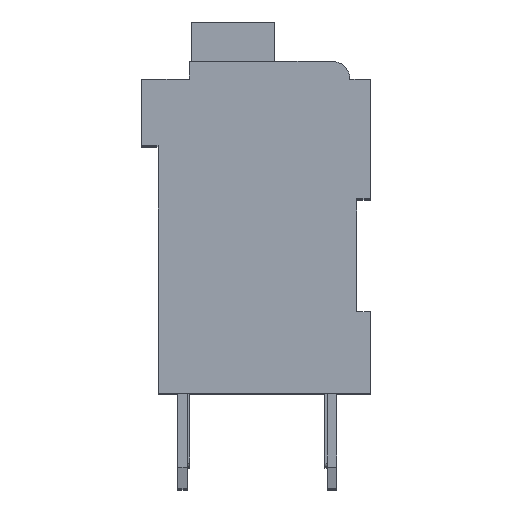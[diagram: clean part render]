
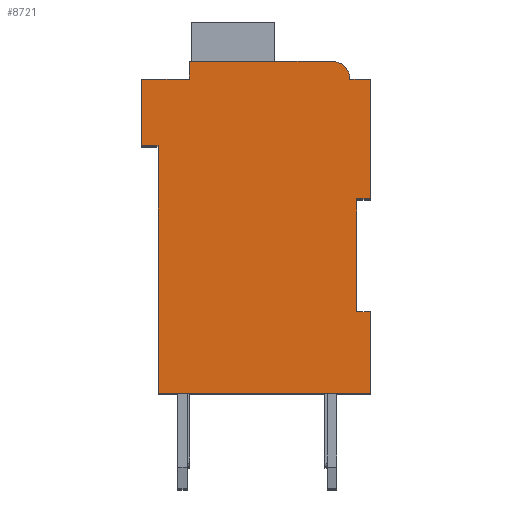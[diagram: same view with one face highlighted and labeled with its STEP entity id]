
A CAD part, top view. The second image highlights one B-rep face of the part: STEP entity #8721.
In plain terms, the highlighted planar face has unit normal (0, 0, 1).
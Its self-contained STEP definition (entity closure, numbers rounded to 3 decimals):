
#2238=DIRECTION('',(1.,0.,0.));
#2239=VECTOR('',#2238,0.5);
#2240=CARTESIAN_POINT('',(7.3,7.15,2.1));
#2241=LINE('',#2240,#2239);
#2242=DIRECTION('',(0.,1.,0.));
#2243=VECTOR('',#2242,4.15);
#2244=CARTESIAN_POINT('',(7.3,3.,2.1));
#2245=LINE('',#2244,#2243);
#2246=DIRECTION('',(-1.,0.,0.));
#2247=VECTOR('',#2246,0.5);
#2248=CARTESIAN_POINT('',(7.8,3.,2.1));
#2249=LINE('',#2248,#2247);
#2250=DIRECTION('',(0.,1.,0.));
#2251=VECTOR('',#2250,3.);
#2252=CARTESIAN_POINT('',(7.8,0.,2.1));
#2253=LINE('',#2252,#2251);
#2254=DIRECTION('',(1.,0.,0.));
#2255=VECTOR('',#2254,7.8);
#2256=CARTESIAN_POINT('',(0.,0.,2.1));
#2257=LINE('',#2256,#2255);
#2258=DIRECTION('',(0.,-1.,0.));
#2259=VECTOR('',#2258,9.1);
#2260=CARTESIAN_POINT('',(0.,9.1,2.1));
#2261=LINE('',#2260,#2259);
#2262=DIRECTION('',(1.,0.,0.));
#2263=VECTOR('',#2262,0.6);
#2264=CARTESIAN_POINT('',(-0.6,9.1,2.1));
#2265=LINE('',#2264,#2263);
#2266=DIRECTION('',(0.,-1.,0.));
#2267=VECTOR('',#2266,2.45);
#2268=CARTESIAN_POINT('',(-0.6,11.55,2.1));
#2269=LINE('',#2268,#2267);
#2270=DIRECTION('',(-1.,0.,0.));
#2271=VECTOR('',#2270,1.75);
#2272=CARTESIAN_POINT('',(1.15,11.55,2.1));
#2273=LINE('',#2272,#2271);
#2274=DIRECTION('',(0.,-1.,0.));
#2275=VECTOR('',#2274,0.65);
#2276=CARTESIAN_POINT('',(1.15,12.2,2.1));
#2277=LINE('',#2276,#2275);
#2278=DIRECTION('',(-1.,0.,0.));
#2279=VECTOR('',#2278,5.25);
#2280=CARTESIAN_POINT('',(6.4,12.2,2.1));
#2281=LINE('',#2280,#2279);
#2282=CARTESIAN_POINT('',(6.4,11.55,2.1));
#2283=DIRECTION('',(0.,0.,1.));
#2284=DIRECTION('',(1.,0.,0.));
#2285=AXIS2_PLACEMENT_3D('',#2282,#2283,#2284);
#2287=DIRECTION('',(-1.,0.,0.));
#2288=VECTOR('',#2287,0.75);
#2289=CARTESIAN_POINT('',(7.8,11.55,2.1));
#2290=LINE('',#2289,#2288);
#2291=DIRECTION('',(0.,1.,0.));
#2292=VECTOR('',#2291,4.4);
#2293=CARTESIAN_POINT('',(7.8,7.15,2.1));
#2294=LINE('',#2293,#2292);
#4741=CARTESIAN_POINT('',(7.3,7.15,2.1));
#4742=CARTESIAN_POINT('',(7.8,7.15,2.1));
#4743=VERTEX_POINT('',#4741);
#4744=VERTEX_POINT('',#4742);
#4745=CARTESIAN_POINT('',(7.8,11.55,2.1));
#4746=VERTEX_POINT('',#4745);
#4747=CARTESIAN_POINT('',(7.05,11.55,2.1));
#4748=VERTEX_POINT('',#4747);
#4749=CARTESIAN_POINT('',(6.4,12.2,2.1));
#4750=VERTEX_POINT('',#4749);
#4751=CARTESIAN_POINT('',(1.15,12.2,2.1));
#4752=VERTEX_POINT('',#4751);
#4753=CARTESIAN_POINT('',(1.15,11.55,2.1));
#4754=VERTEX_POINT('',#4753);
#4755=CARTESIAN_POINT('',(-0.6,11.55,2.1));
#4756=VERTEX_POINT('',#4755);
#4757=CARTESIAN_POINT('',(-0.6,9.1,2.1));
#4758=VERTEX_POINT('',#4757);
#4759=CARTESIAN_POINT('',(0.,9.1,2.1));
#4760=VERTEX_POINT('',#4759);
#4761=CARTESIAN_POINT('',(0.,0.,2.1));
#4762=VERTEX_POINT('',#4761);
#4763=CARTESIAN_POINT('',(7.8,0.,2.1));
#4764=VERTEX_POINT('',#4763);
#4765=CARTESIAN_POINT('',(7.8,3.,2.1));
#4766=VERTEX_POINT('',#4765);
#4767=CARTESIAN_POINT('',(7.3,3.,2.1));
#4768=VERTEX_POINT('',#4767);
#8700=CARTESIAN_POINT('',(0.,0.,2.1));
#8701=DIRECTION('',(0.,0.,1.));
#8702=DIRECTION('',(1.,0.,0.));
#8703=AXIS2_PLACEMENT_3D('',#8700,#8701,#8702);
#8704=PLANE('',#8703);
#8705=ORIENTED_EDGE('',*,*,#6242,.F.);
#8706=ORIENTED_EDGE('',*,*,#6538,.F.);
#8707=ORIENTED_EDGE('',*,*,#6736,.F.);
#8708=ORIENTED_EDGE('',*,*,#6851,.F.);
#8709=ORIENTED_EDGE('',*,*,#6994,.F.);
#8710=ORIENTED_EDGE('',*,*,#7188,.F.);
#8711=ORIENTED_EDGE('',*,*,#7268,.F.);
#8712=ORIENTED_EDGE('',*,*,#7419,.F.);
#8713=ORIENTED_EDGE('',*,*,#7617,.F.);
#8714=ORIENTED_EDGE('',*,*,#7920,.F.);
#8715=ORIENTED_EDGE('',*,*,#8148,.F.);
#8716=ORIENTED_EDGE('',*,*,#7668,.F.);
#8717=ORIENTED_EDGE('',*,*,#7821,.F.);
#8718=ORIENTED_EDGE('',*,*,#6433,.F.);
#8719=EDGE_LOOP('',(#8705,#8706,#8707,#8708,#8709,#8710,#8711,#8712,#8713,#8714,
#8715,#8716,#8717,#8718));
#8720=FACE_OUTER_BOUND('',#8719,.F.);
#2286=CIRCLE('',#2285,0.65);
#6242=EDGE_CURVE('',#4743,#4744,#2241,.T.);
#6433=EDGE_CURVE('',#4744,#4746,#2294,.T.);
#6538=EDGE_CURVE('',#4768,#4743,#2245,.T.);
#6736=EDGE_CURVE('',#4766,#4768,#2249,.T.);
#6851=EDGE_CURVE('',#4764,#4766,#2253,.T.);
#6994=EDGE_CURVE('',#4762,#4764,#2257,.T.);
#7188=EDGE_CURVE('',#4760,#4762,#2261,.T.);
#7268=EDGE_CURVE('',#4758,#4760,#2265,.T.);
#7419=EDGE_CURVE('',#4756,#4758,#2269,.T.);
#7617=EDGE_CURVE('',#4754,#4756,#2273,.T.);
#7668=EDGE_CURVE('',#4748,#4750,#2286,.T.);
#7821=EDGE_CURVE('',#4746,#4748,#2290,.T.);
#7920=EDGE_CURVE('',#4752,#4754,#2277,.T.);
#8148=EDGE_CURVE('',#4750,#4752,#2281,.T.);
#8721=ADVANCED_FACE('',(#8720),#8704,.T.);
